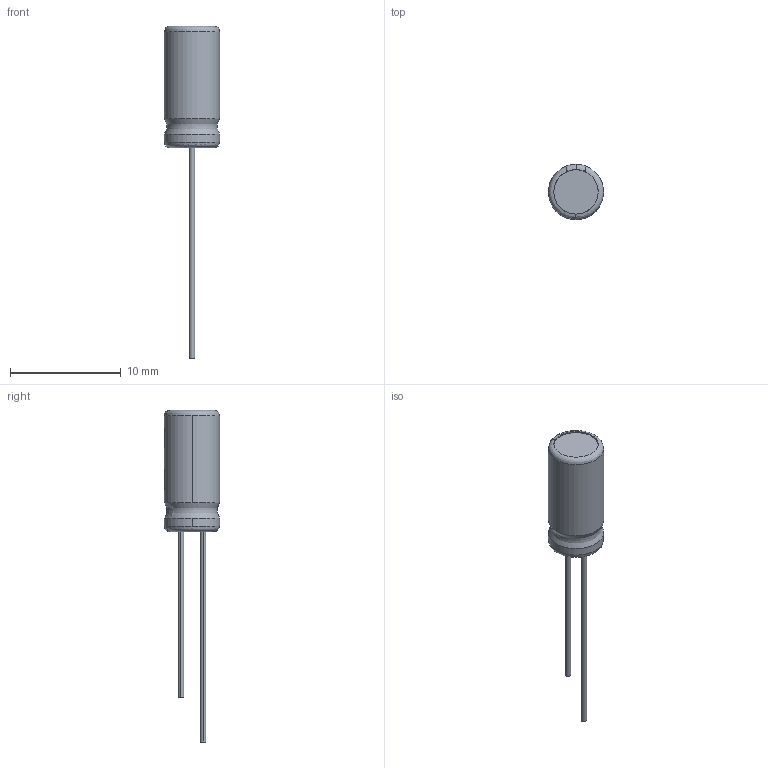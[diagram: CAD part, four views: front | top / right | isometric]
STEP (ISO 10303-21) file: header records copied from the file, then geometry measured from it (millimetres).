
FILE_DESCRIPTION (( 'STEP AP214' ), '1' );
FILE_NAME ('User Library-cap 5x11.STEP', '2010-07-18T04:09:25', ( 'sysAdmin' ), ( 'SolidWorks' ), 'SwSTEP 2.0', 'SolidWorks 2010', '' );
FILE_SCHEMA (( 'AUTOMOTIVE_DESIGN' ));
Length unit declared in the file: millimetre
Products named in the file (11): User Library-cap 5x11_7_1; User Library-cap 5x11_6_1; User Library-cap 5x11_8_1; User Library-cap 5x11_9_1; User Library-cap 5x11_10_1; User Library-cap 5x11; User Library-cap 5x11_2_1; User Library-cap 5x11_1_1; User Library-cap 5x11_3_1; User Library-cap 5x11_5_1; User Library-cap 5x11_4_1
Assembly tree (10 placements, depth 2):
  User Library-cap 5x11
    User Library-cap 5x11_8_1
    User Library-cap 5x11_4_1
    User Library-cap 5x11_1_1
    User Library-cap 5x11_9_1
    User Library-cap 5x11_3_1
    User Library-cap 5x11_2_1
    User Library-cap 5x11_6_1
    User Library-cap 5x11_7_1
    User Library-cap 5x11_10_1
    User Library-cap 5x11_5_1
Bounding box: 5 x 5 x 30 mm (x, y, z)
Volume: 216.3 mm3; surface area: 642 mm2
Topology: 10 solids, 10 shells, 112 faces, 277 edges, 185 vertices
Faces by surface type: plane 44, cylinder 42, bspline 26
Entity records: 5545 total; most frequent: CARTESIAN_POINT 1194, DIRECTION 588, ORIENTED_EDGE 554, EDGE_CURVE 277, AXIS2_PLACEMENT_3D 239, VERTEX_POINT 185, UNCERTAINTY_MEASURE_WITH_UNIT 143, CIRCLE 140
